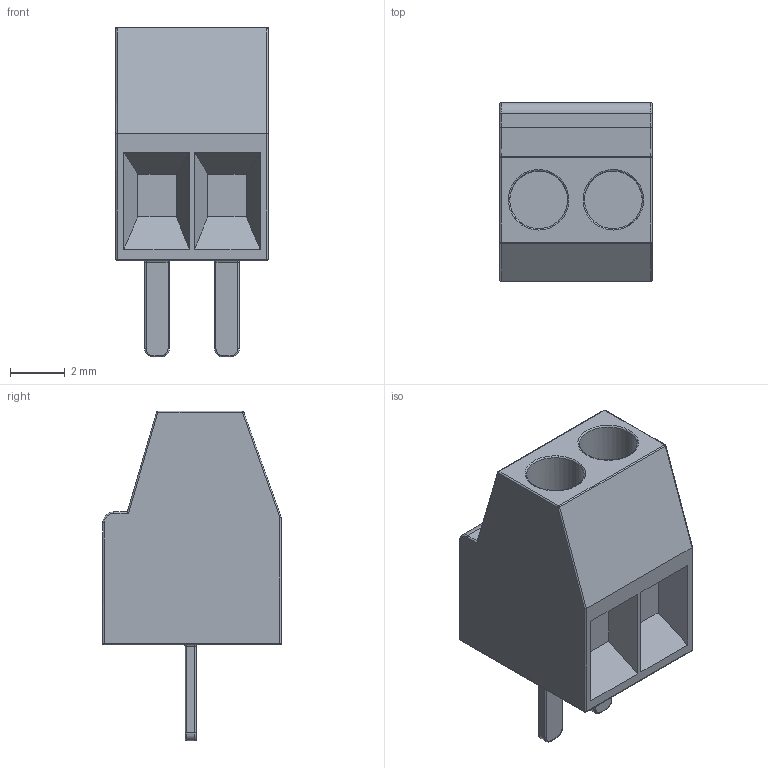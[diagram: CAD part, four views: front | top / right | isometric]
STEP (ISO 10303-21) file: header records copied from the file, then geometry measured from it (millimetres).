
FILE_DESCRIPTION (( 'STEP AP203' ), '1' );
FILE_NAME ('User Library-connector_PTR_AKZ_692.STEP', '2014-12-24T13:50:39', ( 'Windows User' ), ( '' ), 'SwSTEP 2.0', 'SolidWorks 2015', '' );
FILE_SCHEMA (( 'CONFIG_CONTROL_DESIGN' ));
Length unit declared in the file: millimetre
Products named in the file (1): User Library-connector_PTR_AKZ_692
Bounding box: 5.54 x 6.5 x 12 mm (x, y, z)
Volume: 219.7 mm3; surface area: 339.3 mm2
Topology: 1 solids, 1 shells, 111 faces, 259 edges, 144 vertices
Faces by surface type: cylinder 46, bspline 34, plane 31
Entity records: 3625 total; most frequent: CARTESIAN_POINT 1249, ORIENTED_EDGE 494, DIRECTION 471, EDGE_CURVE 247, AXIS2_PLACEMENT_3D 178, VERTEX_POINT 144, EDGE_LOOP 117, LINE 115
